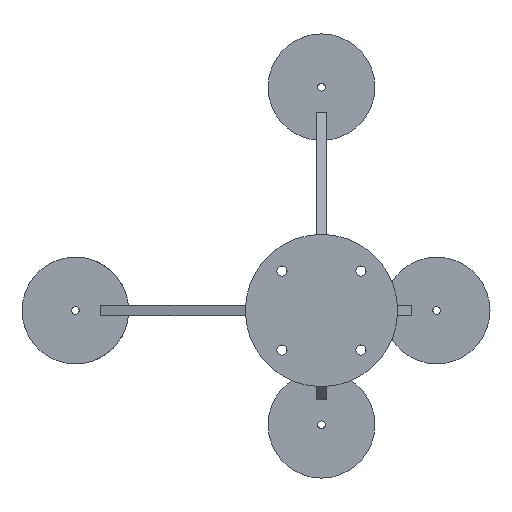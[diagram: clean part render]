
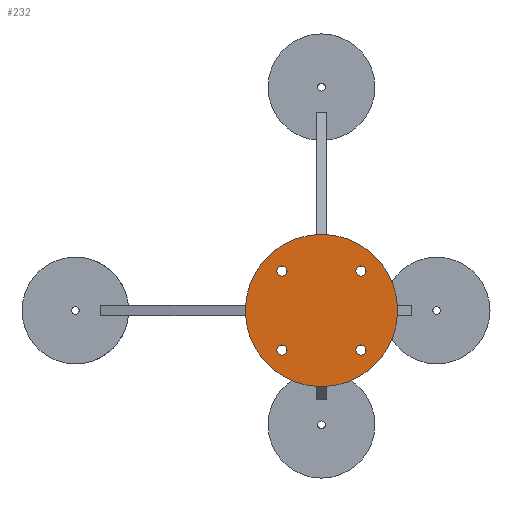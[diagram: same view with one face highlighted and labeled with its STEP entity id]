
A CAD part, front view. The second image highlights one B-rep face of the part: STEP entity #232.
In plain terms, the highlighted planar face has unit normal (0, -1, 0).
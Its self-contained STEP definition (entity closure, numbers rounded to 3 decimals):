
#1 = DIRECTION ( 'NONE',  ( 0., 1., 0. ) ) ;
#7 = VERTEX_POINT ( 'NONE', #224 ) ;
#44 = DIRECTION ( 'NONE',  ( 0., 1., 0. ) ) ;
#50 = CARTESIAN_POINT ( 'NONE',  ( -7.778, 0., -6.778 ) ) ;
#62 = AXIS2_PLACEMENT_3D ( 'NONE', #1540, #1280, #1815 ) ;
#63 = CARTESIAN_POINT ( 'NONE',  ( -7.778, 0., 7.778 ) ) ;
#66 = DIRECTION ( 'NONE',  ( 0., 1., 0. ) ) ;
#67 = AXIS2_PLACEMENT_3D ( 'NONE', #126, #1, #1403 ) ;
#86 = CARTESIAN_POINT ( 'NONE',  ( 0., 0., -15. ) ) ;
#118 = PLANE ( 'NONE',  #1684 ) ;
#126 = CARTESIAN_POINT ( 'NONE',  ( -7.778, 0., 7.778 ) ) ;
#136 = EDGE_CURVE ( 'NONE', #1260, #7, #240, .T. ) ;
#148 = CARTESIAN_POINT ( 'NONE',  ( 7.778, 0., 7.778 ) ) ;
#202 = VERTEX_POINT ( 'NONE', #1536 ) ;
#224 = CARTESIAN_POINT ( 'NONE',  ( -7.778, 0., 8.778 ) ) ;
#232 = ADVANCED_FACE ( 'NONE', ( #1790, #532, #677, #391, #1376 ), #118, .F. ) ;
#240 = CIRCLE ( 'NONE', #67, 1. ) ;
#243 = ORIENTED_EDGE ( 'NONE', *, *, #247, .T. ) ;
#247 = EDGE_CURVE ( 'NONE', #1393, #595, #1566, .T. ) ;
#266 = DIRECTION ( 'NONE',  ( 0., 0., 1. ) ) ;
#298 = CARTESIAN_POINT ( 'NONE',  ( -7.778, 0., -7.778 ) ) ;
#322 = EDGE_CURVE ( 'NONE', #595, #1393, #1249, .T. ) ;
#325 = ORIENTED_EDGE ( 'NONE', *, *, #1255, .T. ) ;
#374 = DIRECTION ( 'NONE',  ( 0., 0., 1. ) ) ;
#382 = CIRCLE ( 'NONE', #62, 1. ) ;
#391 = FACE_BOUND ( 'NONE', #1211, .T. ) ;
#409 = AXIS2_PLACEMENT_3D ( 'NONE', #63, #1744, #374 ) ;
#420 = AXIS2_PLACEMENT_3D ( 'NONE', #148, #1797, #1381 ) ;
#435 = EDGE_LOOP ( 'NONE', ( #1495, #531 ) ) ;
#436 = DIRECTION ( 'NONE',  ( 0., 1., 0. ) ) ;
#449 = VERTEX_POINT ( 'NONE', #1328 ) ;
#452 = DIRECTION ( 'NONE',  ( 0., 1., 0. ) ) ;
#462 = CARTESIAN_POINT ( 'NONE',  ( 0., 0., 0. ) ) ;
#503 = CARTESIAN_POINT ( 'NONE',  ( 0., 0., 0. ) ) ;
#505 = EDGE_CURVE ( 'NONE', #7, #1260, #1793, .T. ) ;
#507 = DIRECTION ( 'NONE',  ( 0., 0., 1. ) ) ;
#525 = EDGE_CURVE ( 'NONE', #1136, #1430, #1708, .T. ) ;
#531 = ORIENTED_EDGE ( 'NONE', *, *, #1190, .F. ) ;
#532 = FACE_BOUND ( 'NONE', #1320, .T. ) ;
#557 = EDGE_LOOP ( 'NONE', ( #954, #243 ) ) ;
#593 = CARTESIAN_POINT ( 'NONE',  ( 0., 0., 15. ) ) ;
#595 = VERTEX_POINT ( 'NONE', #1332 ) ;
#625 = ORIENTED_EDGE ( 'NONE', *, *, #505, .T. ) ;
#654 = VERTEX_POINT ( 'NONE', #1231 ) ;
#677 = FACE_BOUND ( 'NONE', #557, .T. ) ;
#718 = AXIS2_PLACEMENT_3D ( 'NONE', #1764, #1223, #1353 ) ;
#727 = VERTEX_POINT ( 'NONE', #1117 ) ;
#729 = EDGE_CURVE ( 'NONE', #727, #202, #382, .T. ) ;
#773 = AXIS2_PLACEMENT_3D ( 'NONE', #1562, #436, #1579 ) ;
#827 = AXIS2_PLACEMENT_3D ( 'NONE', #1755, #1762, #507 ) ;
#862 = ORIENTED_EDGE ( 'NONE', *, *, #1528, .T. ) ;
#921 = DIRECTION ( 'NONE',  ( 0., 1., 0. ) ) ;
#954 = ORIENTED_EDGE ( 'NONE', *, *, #322, .T. ) ;
#968 = EDGE_CURVE ( 'NONE', #654, #449, #1773, .T. ) ;
#970 = CARTESIAN_POINT ( 'NONE',  ( -7.778, 0., 6.778 ) ) ;
#1006 = DIRECTION ( 'NONE',  ( 0., 0., 1. ) ) ;
#1024 = CIRCLE ( 'NONE', #718, 1. ) ;
#1117 = CARTESIAN_POINT ( 'NONE',  ( 7.778, 0., -8.778 ) ) ;
#1129 = EDGE_LOOP ( 'NONE', ( #325, #1258 ) ) ;
#1136 = VERTEX_POINT ( 'NONE', #86 ) ;
#1180 = CARTESIAN_POINT ( 'NONE',  ( 7.778, 0., 7.778 ) ) ;
#1190 = EDGE_CURVE ( 'NONE', #1430, #1136, #1446, .T. ) ;
#1211 = EDGE_LOOP ( 'NONE', ( #1391, #625 ) ) ;
#1221 = AXIS2_PLACEMENT_3D ( 'NONE', #1180, #66, #1298 ) ;
#1223 = DIRECTION ( 'NONE',  ( 0., 1., 0. ) ) ;
#1231 = CARTESIAN_POINT ( 'NONE',  ( 7.778, 0., 8.778 ) ) ;
#1249 = CIRCLE ( 'NONE', #1798, 1. ) ;
#1255 = EDGE_CURVE ( 'NONE', #449, #654, #1599, .T. ) ;
#1258 = ORIENTED_EDGE ( 'NONE', *, *, #968, .T. ) ;
#1260 = VERTEX_POINT ( 'NONE', #970 ) ;
#1280 = DIRECTION ( 'NONE',  ( 0., 1., 0. ) ) ;
#1298 = DIRECTION ( 'NONE',  ( 0., 0., 1. ) ) ;
#1320 = EDGE_LOOP ( 'NONE', ( #1399, #862 ) ) ;
#1328 = CARTESIAN_POINT ( 'NONE',  ( 7.778, 0., 6.778 ) ) ;
#1332 = CARTESIAN_POINT ( 'NONE',  ( -7.778, 0., -8.778 ) ) ;
#1353 = DIRECTION ( 'NONE',  ( 0., 0., 1. ) ) ;
#1362 = AXIS2_PLACEMENT_3D ( 'NONE', #503, #921, #266 ) ;
#1376 = FACE_BOUND ( 'NONE', #1129, .T. ) ;
#1381 = DIRECTION ( 'NONE',  ( 0., 0., 1. ) ) ;
#1391 = ORIENTED_EDGE ( 'NONE', *, *, #136, .T. ) ;
#1393 = VERTEX_POINT ( 'NONE', #50 ) ;
#1399 = ORIENTED_EDGE ( 'NONE', *, *, #729, .T. ) ;
#1403 = DIRECTION ( 'NONE',  ( 0., 0., 1. ) ) ;
#1430 = VERTEX_POINT ( 'NONE', #593 ) ;
#1446 = CIRCLE ( 'NONE', #1362, 15. ) ;
#1495 = ORIENTED_EDGE ( 'NONE', *, *, #525, .F. ) ;
#1528 = EDGE_CURVE ( 'NONE', #202, #727, #1024, .T. ) ;
#1536 = CARTESIAN_POINT ( 'NONE',  ( 7.778, 0., -6.778 ) ) ;
#1540 = CARTESIAN_POINT ( 'NONE',  ( 7.778, 0., -7.778 ) ) ;
#1562 = CARTESIAN_POINT ( 'NONE',  ( -7.778, 0., -7.778 ) ) ;
#1566 = CIRCLE ( 'NONE', #773, 1. ) ;
#1579 = DIRECTION ( 'NONE',  ( 0., 0., 1. ) ) ;
#1599 = CIRCLE ( 'NONE', #420, 1. ) ;
#1684 = AXIS2_PLACEMENT_3D ( 'NONE', #462, #452, #1006 ) ;
#1699 = DIRECTION ( 'NONE',  ( 0., 0., 1. ) ) ;
#1708 = CIRCLE ( 'NONE', #827, 15. ) ;
#1744 = DIRECTION ( 'NONE',  ( 0., 1., 0. ) ) ;
#1755 = CARTESIAN_POINT ( 'NONE',  ( 0., 0., 0. ) ) ;
#1762 = DIRECTION ( 'NONE',  ( 0., 1., 0. ) ) ;
#1764 = CARTESIAN_POINT ( 'NONE',  ( 7.778, 0., -7.778 ) ) ;
#1773 = CIRCLE ( 'NONE', #1221, 1. ) ;
#1790 = FACE_OUTER_BOUND ( 'NONE', #435, .T. ) ;
#1793 = CIRCLE ( 'NONE', #409, 1. ) ;
#1797 = DIRECTION ( 'NONE',  ( 0., 1., 0. ) ) ;
#1798 = AXIS2_PLACEMENT_3D ( 'NONE', #298, #44, #1699 ) ;
#1815 = DIRECTION ( 'NONE',  ( 0., 0., 1. ) ) ;
